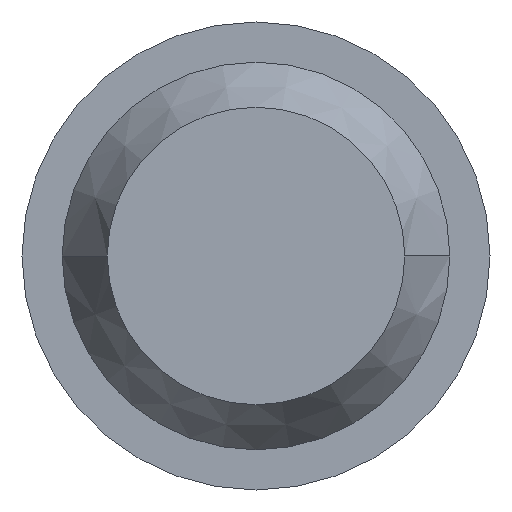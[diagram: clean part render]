
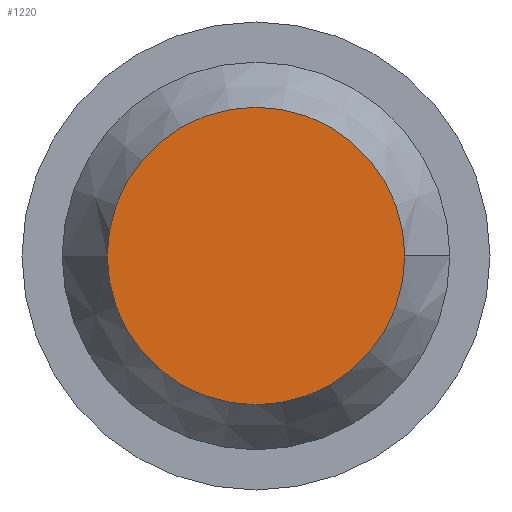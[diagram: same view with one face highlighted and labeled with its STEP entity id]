
A CAD part, front view. The second image highlights one B-rep face of the part: STEP entity #1220.
In plain terms, the highlighted planar face has unit normal (0, -1, 0).
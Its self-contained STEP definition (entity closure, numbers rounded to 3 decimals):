
#81 = AXIS2_PLACEMENT_3D ( 'NONE', #2492, #3514, #3203 ) ;
#84 = ORIENTED_EDGE ( 'NONE', *, *, #3372, .F. ) ;
#108 = CIRCLE ( 'NONE', #2628, 1.908 ) ;
#332 = DIRECTION ( 'NONE',  ( -1., 0., 0. ) ) ;
#739 = ORIENTED_EDGE ( 'NONE', *, *, #3160, .F. ) ;
#938 = DIRECTION ( 'NONE',  ( 0., 1., 0. ) ) ;
#1220 = ADVANCED_FACE ( 'Defeature ausgef�hrt1_5', ( #3796 ), #3089, .T. ) ;
#1226 = CARTESIAN_POINT ( 'NONE',  ( -1.908, -10., 0. ) ) ;
#1412 = CIRCLE ( 'NONE', #2603, 1.908 ) ;
#1940 = VERTEX_POINT ( 'NONE', #1226 ) ;
#2216 = VERTEX_POINT ( 'NONE', #2521 ) ;
#2400 = DIRECTION ( 'NONE',  ( 0., 1., 0. ) ) ;
#2492 = CARTESIAN_POINT ( 'NONE',  ( -1.908, -10., 0. ) ) ;
#2521 = CARTESIAN_POINT ( 'NONE',  ( 1.908, -10., 0. ) ) ;
#2603 = AXIS2_PLACEMENT_3D ( 'NONE', #3703, #2400, #2730 ) ;
#2628 = AXIS2_PLACEMENT_3D ( 'NONE', #2858, #938, #332 ) ;
#2730 = DIRECTION ( 'NONE',  ( -1., 0., 0. ) ) ;
#2858 = CARTESIAN_POINT ( 'NONE',  ( 0., -10., 0. ) ) ;
#3089 = PLANE ( 'NONE',  #81 ) ;
#3160 = EDGE_CURVE ( 'Defeature ausgef�hrt1_4+Defeature ausgef�hrt1_5+Defeature ausgef�hrt1_5+Defeature ausgef�hrt1_5', #2216, #1940, #108, .T. ) ;
#3203 = DIRECTION ( 'NONE',  ( 1., 0., 0. ) ) ;
#3251 = EDGE_LOOP ( 'NONE', ( #84, #739 ) ) ;
#3372 = EDGE_CURVE ( 'Defeature ausgef�hrt1_4+Defeature ausgef�hrt1_5+Defeature ausgef�hrt1_5+Defeature ausgef�hrt1_5', #1940, #2216, #1412, .T. ) ;
#3514 = DIRECTION ( 'NONE',  ( 0., -1., 0. ) ) ;
#3703 = CARTESIAN_POINT ( 'NONE',  ( 0., -10., 0. ) ) ;
#3796 = FACE_OUTER_BOUND ( 'NONE', #3251, .T. ) ;
